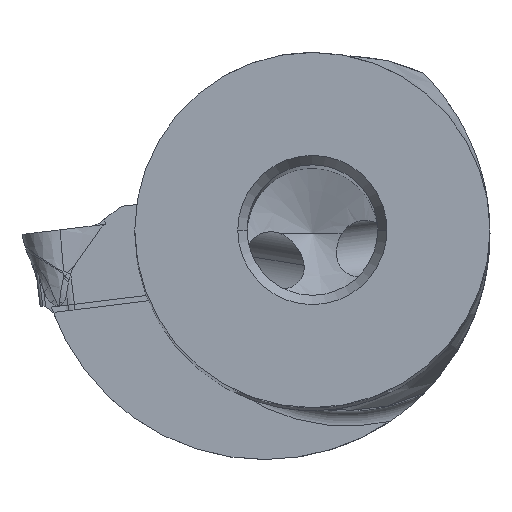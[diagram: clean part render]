
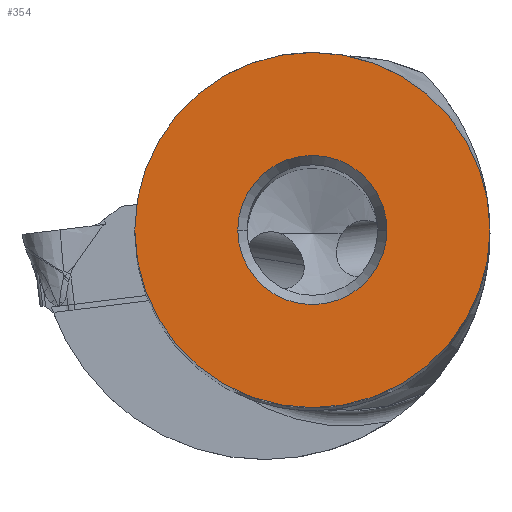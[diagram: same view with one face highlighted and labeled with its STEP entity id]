
A CAD part, top view. The second image highlights one B-rep face of the part: STEP entity #354.
In plain terms, the highlighted planar face has unit normal (0, 0, 1).
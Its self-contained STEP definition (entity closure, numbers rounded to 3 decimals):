
#42=FACE_BOUND('',#809,.T.);
#43=FACE_BOUND('',#810,.T.);
#201=PLANE('',#4090);
#354=ADVANCED_FACE('',(#42,#43),#201,.T.);
#809=EDGE_LOOP('',(#1692,#1693));
#810=EDGE_LOOP('',(#1694,#1695));
#1692=ORIENTED_EDGE('',*,*,#2854,.F.);
#1693=ORIENTED_EDGE('',*,*,#2859,.F.);
#1694=ORIENTED_EDGE('',*,*,#2860,.F.);
#1695=ORIENTED_EDGE('',*,*,#2861,.F.);
#2333=VERTEX_POINT('',#11213);
#2334=VERTEX_POINT('',#11215);
#2339=VERTEX_POINT('',#11228);
#2340=VERTEX_POINT('',#11229);
#2854=EDGE_CURVE('',#2334,#2333,#3407,.T.);
#2859=EDGE_CURVE('',#2333,#2334,#3408,.T.);
#2860=EDGE_CURVE('',#2339,#2340,#3409,.T.);
#2861=EDGE_CURVE('',#2340,#2339,#3410,.T.);
#3407=CIRCLE('',#4083,9.525);
#3408=CIRCLE('',#4087,9.525);
#3409=CIRCLE('',#4088,4.);
#3410=CIRCLE('',#4089,4.);
#4083=AXIS2_PLACEMENT_3D('',#11216,#4609,#4610);
#4087=AXIS2_PLACEMENT_3D('',#11226,#4619,#4620);
#4088=AXIS2_PLACEMENT_3D('',#11227,#4621,#4622);
#4089=AXIS2_PLACEMENT_3D('',#11230,#4623,#4624);
#4090=AXIS2_PLACEMENT_3D('',#11231,#4625,#4626);
#4609=DIRECTION('',(0.,0.,-1.));
#4610=DIRECTION('',(-1.,0.,0.));
#4619=DIRECTION('',(0.,0.,-1.));
#4620=DIRECTION('',(1.,0.,0.));
#4621=DIRECTION('',(0.,0.,1.));
#4622=DIRECTION('',(-1.,0.,0.));
#4623=DIRECTION('',(0.,0.,1.));
#4624=DIRECTION('',(1.,0.,0.));
#4625=DIRECTION('',(0.,0.,1.));
#4626=DIRECTION('',(-1.,0.,0.));
#11213=CARTESIAN_POINT('',(9.525,0.,0.));
#11215=CARTESIAN_POINT('',(-9.525,0.,0.));
#11216=CARTESIAN_POINT('',(0.,0.,0.));
#11226=CARTESIAN_POINT('',(0.,0.,0.));
#11227=CARTESIAN_POINT('',(0.,0.,0.));
#11228=CARTESIAN_POINT('',(-4.,0.,0.));
#11229=CARTESIAN_POINT('',(4.,0.,0.));
#11230=CARTESIAN_POINT('',(0.,0.,0.));
#11231=CARTESIAN_POINT('',(0.,0.,0.));
